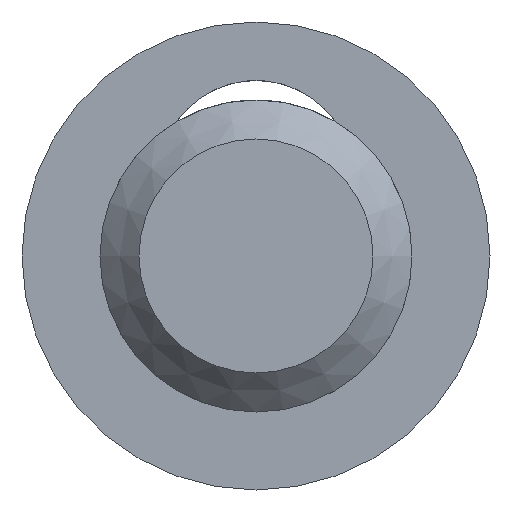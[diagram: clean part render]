
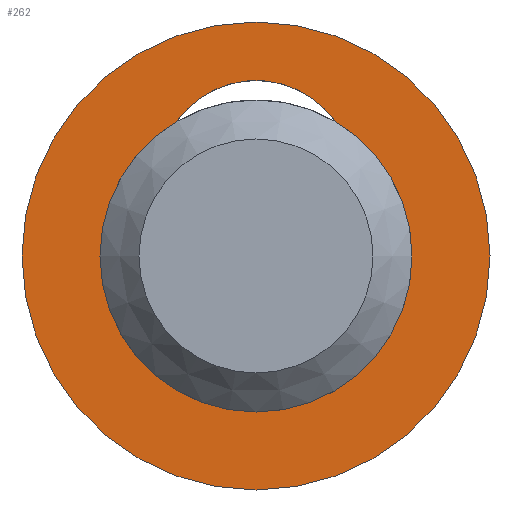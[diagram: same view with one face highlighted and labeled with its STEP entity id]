
A CAD part, left-side view. The second image highlights one B-rep face of the part: STEP entity #262.
In plain terms, the highlighted planar face has unit normal (-1, 0, 0).
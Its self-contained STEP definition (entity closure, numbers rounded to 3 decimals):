
#22 = VERTEX_POINT('',#23);
#23 = CARTESIAN_POINT('',(0.072,2.,0.));
#32 = CYLINDRICAL_SURFACE('',#33,2.);
#33 = AXIS2_PLACEMENT_3D('',#34,#35,#36);
#34 = CARTESIAN_POINT('',(0.072,0.,0.));
#35 = DIRECTION('',(-1.,0.,0.));
#36 = DIRECTION('',(0.,1.,0.));
#51 = EDGE_CURVE('',#22,#52,#54,.T.);
#52 = VERTEX_POINT('',#53);
#53 = CARTESIAN_POINT('',(0.072,1.023,1.719));
#54 = SURFACE_CURVE('',#55,(#60,#67),.PCURVE_S1.);
#55 = CIRCLE('',#56,2.);
#56 = AXIS2_PLACEMENT_3D('',#57,#58,#59);
#57 = CARTESIAN_POINT('',(0.072,0.,0.));
#58 = DIRECTION('',(1.,0.,0.));
#59 = DIRECTION('',(0.,1.,0.));
#60 = PCURVE('',#32,#61);
#61 = DEFINITIONAL_REPRESENTATION('',(#62),#66);
#62 = LINE('',#63,#64);
#63 = CARTESIAN_POINT('',(0.,0.));
#64 = VECTOR('',#65,1.);
#65 = DIRECTION('',(-1.,0.));
#66 = ( GEOMETRIC_REPRESENTATION_CONTEXT(2) 
PARAMETRIC_REPRESENTATION_CONTEXT() REPRESENTATION_CONTEXT('2D SPACE',''
  ) );
#67 = PCURVE('',#68,#73);
#68 = PLANE('',#69);
#69 = AXIS2_PLACEMENT_3D('',#70,#71,#72);
#70 = CARTESIAN_POINT('',(0.072,0.,0.));
#71 = DIRECTION('',(1.,0.,0.));
#72 = DIRECTION('',(0.,1.,0.));
#73 = DEFINITIONAL_REPRESENTATION('',(#74),#78);
#74 = CIRCLE('',#75,2.);
#75 = AXIS2_PLACEMENT_2D('',#76,#77);
#76 = CARTESIAN_POINT('',(0.,0.));
#77 = DIRECTION('',(1.,0.));
#78 = ( GEOMETRIC_REPRESENTATION_CONTEXT(2) 
PARAMETRIC_REPRESENTATION_CONTEXT() REPRESENTATION_CONTEXT('2D SPACE',''
  ) );
#95 = CYLINDRICAL_SURFACE('',#96,1.25);
#96 = AXIS2_PLACEMENT_3D('',#97,#98,#99);
#97 = CARTESIAN_POINT('',(17.,0.,1.));
#98 = DIRECTION('',(1.,0.,0.));
#99 = DIRECTION('',(0.,1.,0.));
#140 = VERTEX_POINT('',#141);
#141 = CARTESIAN_POINT('',(0.072,-1.023,1.719)
  );
#160 = EDGE_CURVE('',#140,#22,#161,.T.);
#161 = SURFACE_CURVE('',#162,(#167,#174),.PCURVE_S1.);
#162 = CIRCLE('',#163,2.);
#163 = AXIS2_PLACEMENT_3D('',#164,#165,#166);
#164 = CARTESIAN_POINT('',(0.072,0.,0.));
#165 = DIRECTION('',(1.,0.,0.));
#166 = DIRECTION('',(0.,1.,0.));
#167 = PCURVE('',#32,#168);
#168 = DEFINITIONAL_REPRESENTATION('',(#169),#173);
#169 = LINE('',#170,#171);
#170 = CARTESIAN_POINT('',(0.,0.));
#171 = VECTOR('',#172,1.);
#172 = DIRECTION('',(-1.,0.));
#173 = ( GEOMETRIC_REPRESENTATION_CONTEXT(2) 
PARAMETRIC_REPRESENTATION_CONTEXT() REPRESENTATION_CONTEXT('2D SPACE',''
  ) );
#174 = PCURVE('',#68,#175);
#175 = DEFINITIONAL_REPRESENTATION('',(#176),#180);
#176 = CIRCLE('',#177,2.);
#177 = AXIS2_PLACEMENT_2D('',#178,#179);
#178 = CARTESIAN_POINT('',(0.,0.));
#179 = DIRECTION('',(1.,0.));
#180 = ( GEOMETRIC_REPRESENTATION_CONTEXT(2) 
PARAMETRIC_REPRESENTATION_CONTEXT() REPRESENTATION_CONTEXT('2D SPACE',''
  ) );
#262 = ADVANCED_FACE('',(#263,#294),#68,.F.);
#263 = FACE_BOUND('',#264,.F.);
#264 = EDGE_LOOP('',(#265));
#265 = ORIENTED_EDGE('',*,*,#266,.T.);
#266 = EDGE_CURVE('',#267,#267,#269,.T.);
#267 = VERTEX_POINT('',#268);
#268 = CARTESIAN_POINT('',(0.072,3.,0.));
#269 = SURFACE_CURVE('',#270,(#275,#282),.PCURVE_S1.);
#270 = CIRCLE('',#271,3.);
#271 = AXIS2_PLACEMENT_3D('',#272,#273,#274);
#272 = CARTESIAN_POINT('',(0.072,0.,0.));
#273 = DIRECTION('',(1.,0.,0.));
#274 = DIRECTION('',(0.,1.,0.));
#275 = PCURVE('',#68,#276);
#276 = DEFINITIONAL_REPRESENTATION('',(#277),#281);
#277 = CIRCLE('',#278,3.);
#278 = AXIS2_PLACEMENT_2D('',#279,#280);
#279 = CARTESIAN_POINT('',(0.,0.));
#280 = DIRECTION('',(1.,0.));
#281 = ( GEOMETRIC_REPRESENTATION_CONTEXT(2) 
PARAMETRIC_REPRESENTATION_CONTEXT() REPRESENTATION_CONTEXT('2D SPACE',''
  ) );
#282 = PCURVE('',#283,#288);
#283 = CYLINDRICAL_SURFACE('',#284,3.);
#284 = AXIS2_PLACEMENT_3D('',#285,#286,#287);
#285 = CARTESIAN_POINT('',(3.072,0.,0.));
#286 = DIRECTION('',(-1.,0.,0.));
#287 = DIRECTION('',(0.,1.,0.));
#288 = DEFINITIONAL_REPRESENTATION('',(#289),#293);
#289 = LINE('',#290,#291);
#290 = CARTESIAN_POINT('',(0.,3.));
#291 = VECTOR('',#292,1.);
#292 = DIRECTION('',(-1.,0.));
#293 = ( GEOMETRIC_REPRESENTATION_CONTEXT(2) 
PARAMETRIC_REPRESENTATION_CONTEXT() REPRESENTATION_CONTEXT('2D SPACE',''
  ) );
#294 = FACE_BOUND('',#295,.F.);
#295 = EDGE_LOOP('',(#296,#297,#298));
#296 = ORIENTED_EDGE('',*,*,#51,.F.);
#297 = ORIENTED_EDGE('',*,*,#160,.F.);
#298 = ORIENTED_EDGE('',*,*,#299,.F.);
#299 = EDGE_CURVE('',#52,#140,#300,.T.);
#300 = SURFACE_CURVE('',#301,(#306,#313),.PCURVE_S1.);
#301 = CIRCLE('',#302,1.25);
#302 = AXIS2_PLACEMENT_3D('',#303,#304,#305);
#303 = CARTESIAN_POINT('',(0.072,0.,1.));
#304 = DIRECTION('',(1.,0.,0.));
#305 = DIRECTION('',(0.,1.,0.));
#306 = PCURVE('',#68,#307);
#307 = DEFINITIONAL_REPRESENTATION('',(#308),#312);
#308 = CIRCLE('',#309,1.25);
#309 = AXIS2_PLACEMENT_2D('',#310,#311);
#310 = CARTESIAN_POINT('',(0.,1.));
#311 = DIRECTION('',(1.,0.));
#312 = ( GEOMETRIC_REPRESENTATION_CONTEXT(2) 
PARAMETRIC_REPRESENTATION_CONTEXT() REPRESENTATION_CONTEXT('2D SPACE',''
  ) );
#313 = PCURVE('',#95,#314);
#314 = DEFINITIONAL_REPRESENTATION('',(#315),#319);
#315 = LINE('',#316,#317);
#316 = CARTESIAN_POINT('',(0.,-16.928));
#317 = VECTOR('',#318,1.);
#318 = DIRECTION('',(1.,0.));
#319 = ( GEOMETRIC_REPRESENTATION_CONTEXT(2) 
PARAMETRIC_REPRESENTATION_CONTEXT() REPRESENTATION_CONTEXT('2D SPACE',''
  ) );
